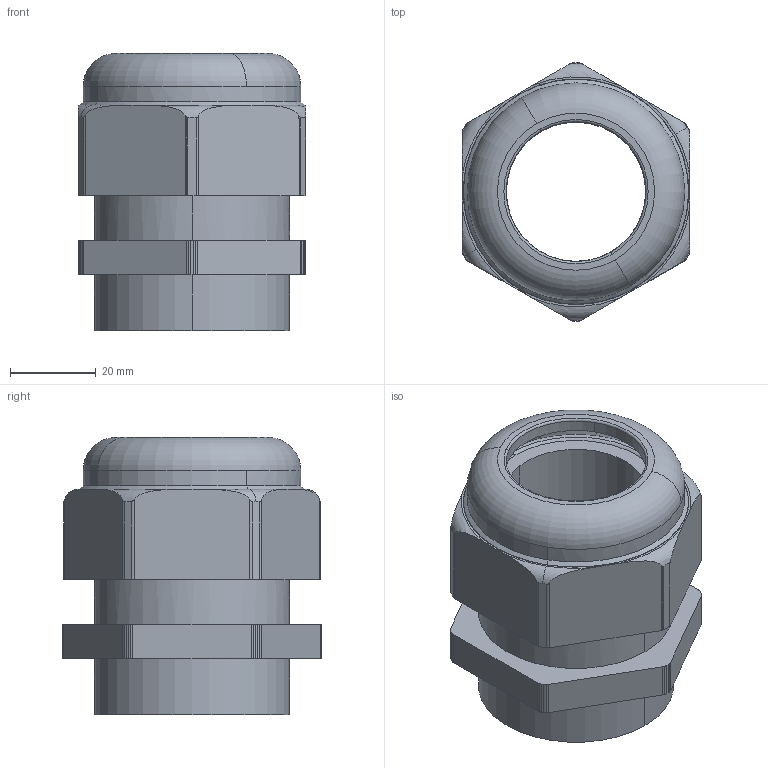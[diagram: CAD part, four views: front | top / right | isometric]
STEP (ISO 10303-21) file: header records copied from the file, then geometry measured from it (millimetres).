
FILE_DESCRIPTION(('CATIA V5 STEP Exchange','CAx-IF Rec.Pracs.--- Model Styling and Organization---1.4--- 2014-01-23'),'2;1');
FILE_NAME ('D1452853_1_1569040000_1569040000.stp','2024-02-13T11:10:04+00:00',('none'),('Weidmueller'),'CATIA Version 5-6 Release 2016 SP3 HF44','CATIA V5 STEP AP214','none');
FILE_SCHEMA(('AUTOMOTIVE_DESIGN { 1 0 10303 214 1 1 1 1 }'));
Length unit declared in the file: millimetre
Products named in the file (1): VG_36
Bounding box: 53 x 60.21 x 64.5 mm (x, y, z)
Volume: 103555.3 mm3; surface area: 65389.2 mm2
Topology: 3 solids, 3 shells, 283 faces, 756 edges, 496 vertices
Faces by surface type: cylinder 136, plane 89, torus 36, cone 22
Entity records: 6375 total; most frequent: CARTESIAN_POINT 1530, ORIENTED_EDGE 1512, DIRECTION 535, EDGE_CURVE 391, EDGE_LOOP 306, ADVANCED_FACE 283, OVER_RIDING_STYLED_ITEM 283, FACE_OUTER_BOUND 283
